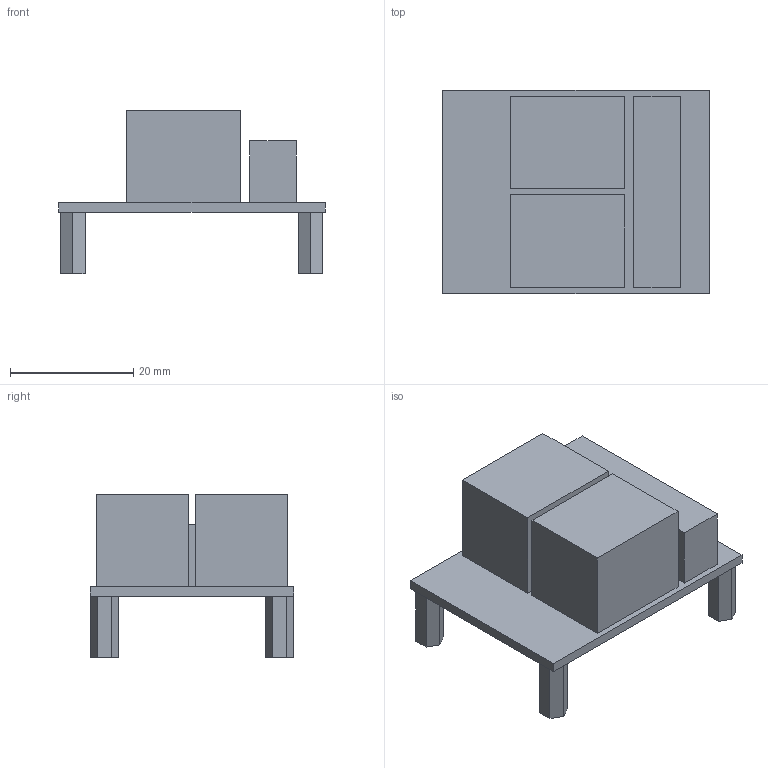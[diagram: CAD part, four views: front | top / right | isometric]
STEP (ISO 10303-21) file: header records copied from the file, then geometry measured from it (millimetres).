
FILE_DESCRIPTION(/* description */ (''),/* implementation_level */ '2;1');
FILE_NAME(/* name */ 'Relay_Module',/* time_stamp */ '2022-04-06T10:28:15+02:00',/* author */ (''),/* organization */ (''),/* preprocessor_version */ 'ST-DEVELOPER v16.5',/* originating_system */ '',/* authorisation */ '');
FILE_SCHEMA (('CONFIG_CONTROL_DESIGN'));
Length unit declared in the file: millimetre
Products named in the file (1): Document
Bounding box: 43.2 x 33.07 x 26.6 mm (x, y, z)
Volume: 13492 mm3; surface area: 8116.9 mm2
Topology: 8 solids, 8 shells, 56 faces, 120 edges, 80 vertices
Faces by surface type: plane 56
Entity records: 1380 total; most frequent: CARTESIAN_POINT 378, ORIENTED_EDGE 240, EDGE_CURVE 120, B_SPLINE_CURVE_WITH_KNOTS 120, VERTEX_POINT 80, DIRECTION 60, AXIS2_PLACEMENT_3D 58, ADVANCED_FACE 56
